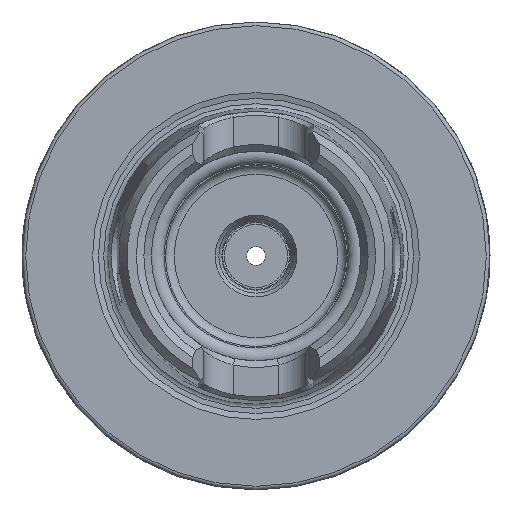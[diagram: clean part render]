
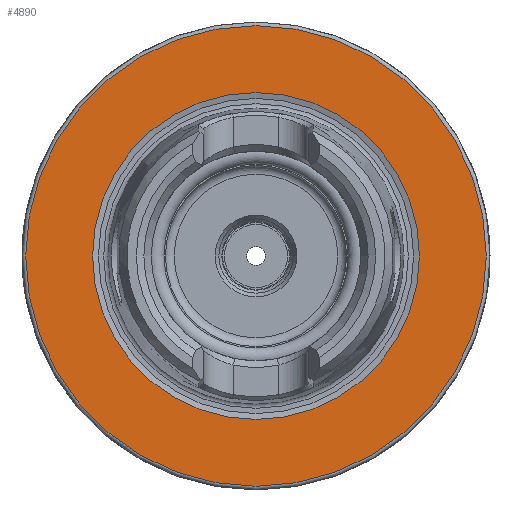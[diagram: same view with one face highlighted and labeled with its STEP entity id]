
A CAD part, left-side view. The second image highlights one B-rep face of the part: STEP entity #4890.
In plain terms, the highlighted planar face has unit normal (-1, 0, 0).
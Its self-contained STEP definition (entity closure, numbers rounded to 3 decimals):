
#4856=CARTESIAN_POINT('',(0.0,22.,0.0));
#4857=VERTEX_POINT('',#4856);
#4858=CARTESIAN_POINT('',(0.0,0.,0.0));
#4859=DIRECTION('',(1.0,0.0,0.0));
#4860=DIRECTION('',(0.0,1.0,0.0));
#4861=AXIS2_PLACEMENT_3D('',#4858,#4859,#4860);
#4862=CIRCLE('',#4861,22.);
#4863=EDGE_CURVE('',#4857,#4857,#4862,.T.);
#4871=CARTESIAN_POINT('',(0.0,26.5,0.0));
#4872=DIRECTION('',(-1.0,0.0,0.0));
#4873=DIRECTION('',(0.0,0.0,1.0));
#4874=AXIS2_PLACEMENT_3D('',#4871,#4872,#4873);
#4875=PLANE('',#4874);
#4876=CARTESIAN_POINT('',(0.0,31.,0.0));
#4877=VERTEX_POINT('',#4876);
#4878=CARTESIAN_POINT('',(0.0,0.,0.0));
#4879=DIRECTION('',(1.0,0.0,0.0));
#4880=DIRECTION('',(0.0,1.0,0.0));
#4881=AXIS2_PLACEMENT_3D('',#4878,#4879,#4880);
#4882=CIRCLE('',#4881,31.);
#4883=EDGE_CURVE('',#4877,#4877,#4882,.T.);
#4884=ORIENTED_EDGE('',*,*,#4883,.F.);
#4885=EDGE_LOOP('',(#4884));
#4886=FACE_OUTER_BOUND('',#4885,.T.);
#4887=ORIENTED_EDGE('',*,*,#4863,.T.);
#4888=EDGE_LOOP('',(#4887));
#4889=FACE_BOUND('',#4888,.T.);
#4890=ADVANCED_FACE('',(#4886,#4889),#4875,.T.);
